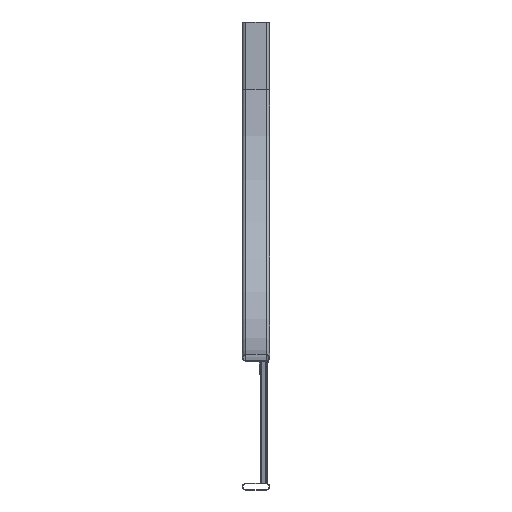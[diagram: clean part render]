
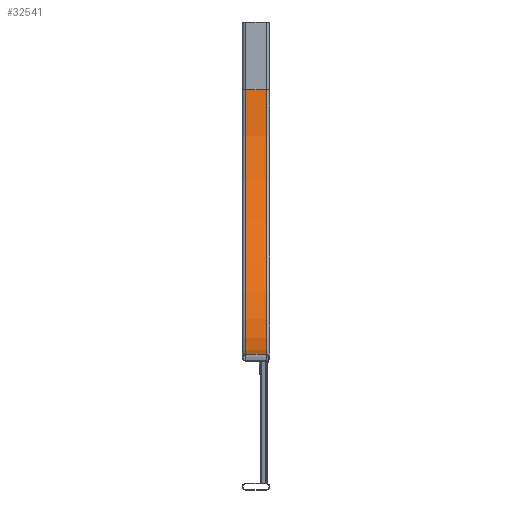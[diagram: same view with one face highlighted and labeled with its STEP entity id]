
A CAD part, left-side view. The second image highlights one B-rep face of the part: STEP entity #32541.
In plain terms, the highlighted cylindrical face has radius 585 mm (diameter 1170 mm), a partial arc.
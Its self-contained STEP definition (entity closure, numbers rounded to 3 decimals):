
#80 = VECTOR ( 'NONE', #43635, 1000. ) ;
#443 = EDGE_CURVE ( 'NONE', #10108, #19604, #10257, .T. ) ;
#1236 = AXIS2_PLACEMENT_3D ( 'NONE', #16089, #39752, #19532 ) ;
#1770 = CARTESIAN_POINT ( 'NONE',  ( -735., 22.5, 292.5 ) ) ;
#3961 = ORIENTED_EDGE ( 'NONE', *, *, #28098, .F. ) ;
#4704 = CARTESIAN_POINT ( 'NONE',  ( -150., -22.5, 877.5 ) ) ;
#4963 = ORIENTED_EDGE ( 'NONE', *, *, #10309, .T. ) ;
#5201 = CIRCLE ( 'NONE', #38458, 585. ) ;
#6100 = ORIENTED_EDGE ( 'NONE', *, *, #443, .T. ) ;
#9111 = CARTESIAN_POINT ( 'NONE',  ( -735., 0., 877.5 ) ) ;
#10108 = VERTEX_POINT ( 'NONE', #4704 ) ;
#10257 = LINE ( 'NONE', #43630, #80 ) ;
#10309 = EDGE_CURVE ( 'NONE', #37770, #10108, #23943, .T. ) ;
#11908 = ORIENTED_EDGE ( 'NONE', *, *, #43173, .F. ) ;
#16089 = CARTESIAN_POINT ( 'NONE',  ( -735., -22.5, 877.5 ) ) ;
#17641 = LINE ( 'NONE', #37153, #25565 ) ;
#17972 = CARTESIAN_POINT ( 'NONE',  ( -735., -22.5, 292.5 ) ) ;
#19355 = DIRECTION ( 'NONE',  ( 0., -1., 0. ) ) ;
#19532 = DIRECTION ( 'NONE',  ( 1., 0., 0. ) ) ;
#19604 = VERTEX_POINT ( 'NONE', #28797 ) ;
#23943 = CIRCLE ( 'NONE', #1236, 585. ) ;
#25565 = VECTOR ( 'NONE', #40572, 1000. ) ;
#27290 = CYLINDRICAL_SURFACE ( 'NONE', #36107, 585. ) ;
#28098 = EDGE_CURVE ( 'NONE', #37770, #32937, #17641, .T. ) ;
#28797 = CARTESIAN_POINT ( 'NONE',  ( -150., 22.5, 877.5 ) ) ;
#29389 = DIRECTION ( 'NONE',  ( 0., -1., 0. ) ) ;
#32541 = ADVANCED_FACE ( 'NONE', ( #37335 ), #27290, .F. ) ;
#32937 = VERTEX_POINT ( 'NONE', #1770 ) ;
#36033 = DIRECTION ( 'NONE',  ( 1., 0., 0. ) ) ;
#36107 = AXIS2_PLACEMENT_3D ( 'NONE', #9111, #29389, #36033 ) ;
#37153 = CARTESIAN_POINT ( 'NONE',  ( -735., -22.5, 292.5 ) ) ;
#37335 = FACE_OUTER_BOUND ( 'NONE', #39734, .T. ) ;
#37770 = VERTEX_POINT ( 'NONE', #17972 ) ;
#38458 = AXIS2_PLACEMENT_3D ( 'NONE', #39558, #19355, #43017 ) ;
#39558 = CARTESIAN_POINT ( 'NONE',  ( -735., 22.5, 877.5 ) ) ;
#39734 = EDGE_LOOP ( 'NONE', ( #3961, #4963, #6100, #11908 ) ) ;
#39752 = DIRECTION ( 'NONE',  ( 0., -1., 0. ) ) ;
#40572 = DIRECTION ( 'NONE',  ( 0., 1., 0. ) ) ;
#43017 = DIRECTION ( 'NONE',  ( 1., 0., 0. ) ) ;
#43173 = EDGE_CURVE ( 'NONE', #32937, #19604, #5201, .T. ) ;
#43630 = CARTESIAN_POINT ( 'NONE',  ( -150., -22.5, 877.5 ) ) ;
#43635 = DIRECTION ( 'NONE',  ( 0., 1., 0. ) ) ;
